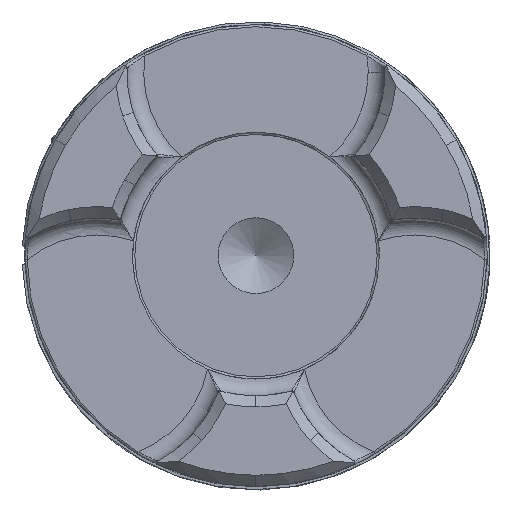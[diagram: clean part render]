
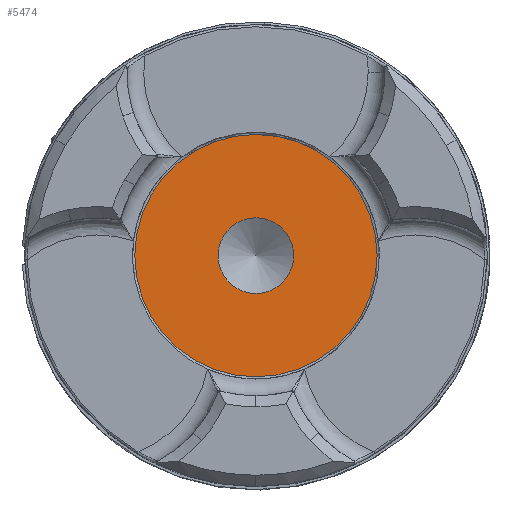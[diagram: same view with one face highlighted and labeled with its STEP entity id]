
A CAD part, top view. The second image highlights one B-rep face of the part: STEP entity #5474.
In plain terms, the highlighted planar face has unit normal (0, 0, 1).
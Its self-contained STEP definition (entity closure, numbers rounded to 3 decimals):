
#211=CIRCLE('',#5711,3.375);
#220=CIRCLE('',#5721,10.8);
#1400=VERTEX_POINT('',#14080);
#1403=VERTEX_POINT('',#14086);
#2524=EDGE_CURVE('',#1400,#1400,#211,.F.);
#2533=EDGE_CURVE('',#1403,#1403,#220,.F.);
#3971=ORIENTED_EDGE('',*,*,#2524,.T.);
#3972=ORIENTED_EDGE('',*,*,#2533,.F.);
#4787=EDGE_LOOP('',(#3971));
#4788=EDGE_LOOP('',(#3972));
#5140=FACE_BOUND('',#4787,.T.);
#5141=FACE_BOUND('',#4788,.T.);
#5474=ADVANCED_FACE('',(#5140,#5141),#23353,.T.);
#5711=AXIS2_PLACEMENT_3D('',#14082,#6192,#6193);
#5721=AXIS2_PLACEMENT_3D('',#14100,#6211,#6212);
#5722=AXIS2_PLACEMENT_3D('',#14101,#6213,$);
#6192=DIRECTION('',(0.,0.,1.));
#6193=DIRECTION('',(3.375,0.,0.));
#6211=DIRECTION('',(0.,0.,1.));
#6212=DIRECTION('',(10.8,0.,0.));
#6213=DIRECTION('',(0.,0.,1.));
#14080=CARTESIAN_POINT('',(3.375,0.,24.8));
#14082=CARTESIAN_POINT('',(0.,0.,24.8));
#14086=CARTESIAN_POINT('',(10.8,0.,24.8));
#14100=CARTESIAN_POINT('',(0.,0.,24.8));
#14101=CARTESIAN_POINT('',(0.,0.,24.8));
#23353=PLANE('',#5722);
